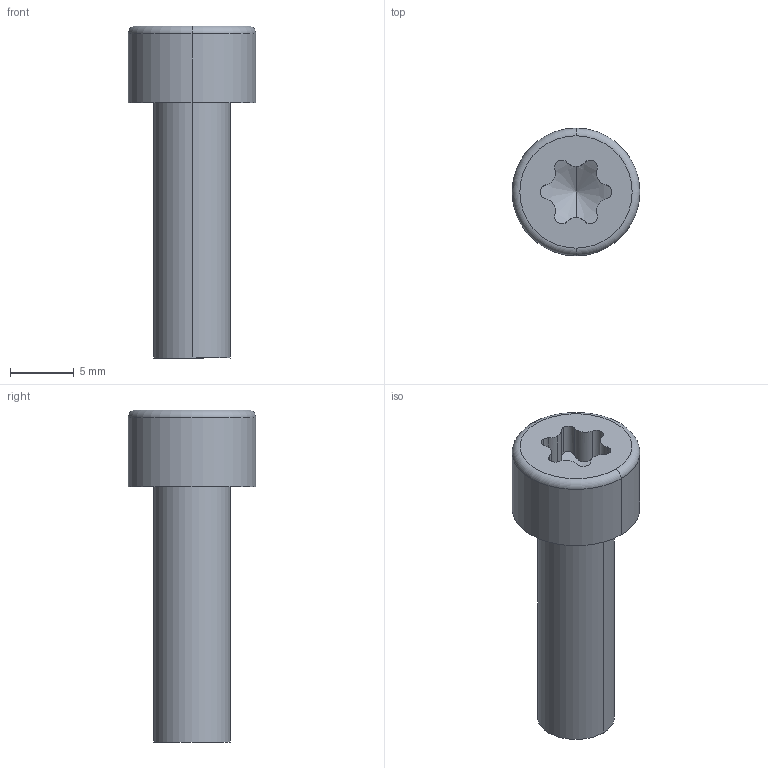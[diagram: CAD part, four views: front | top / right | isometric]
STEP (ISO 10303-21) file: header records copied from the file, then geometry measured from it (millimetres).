
FILE_DESCRIPTION(('STEP AP214'),'1');
FILE_NAME('cctmp_F13EF9BC-6E78-4632-986F-38DCB8964F33_2023_03_29_09_45_08_0962..stp','2023-03-29T07:45:09',('SIEMENS A&D'),('CADClick - www.CADClick.com'),'Spatial InterOp 3D postprocessed',' ','unknown authorization');
FILE_SCHEMA(('AUTOMOTIVE_DESIGN'));
Length unit declared in the file: millimetre
Products named in the file (1): 2023_03_29_09_45_08_0958
Bounding box: 10 x 10 x 26 mm (x, y, z)
Volume: 978.8 mm3; surface area: 766.2 mm2
Topology: 1 solids, 1 shells, 29 faces, 77 edges, 50 vertices
Faces by surface type: cylinder 22, plane 3, torus 2, cone 2
Entity records: 1397 total; most frequent: CARTESIAN_POINT 569, DIRECTION 150, ORIENTED_EDGE 150, EDGE_CURVE 75, AXIS2_PLACEMENT_3D 63, VERTEX_POINT 50, CIRCLE 33, EDGE_LOOP 31
